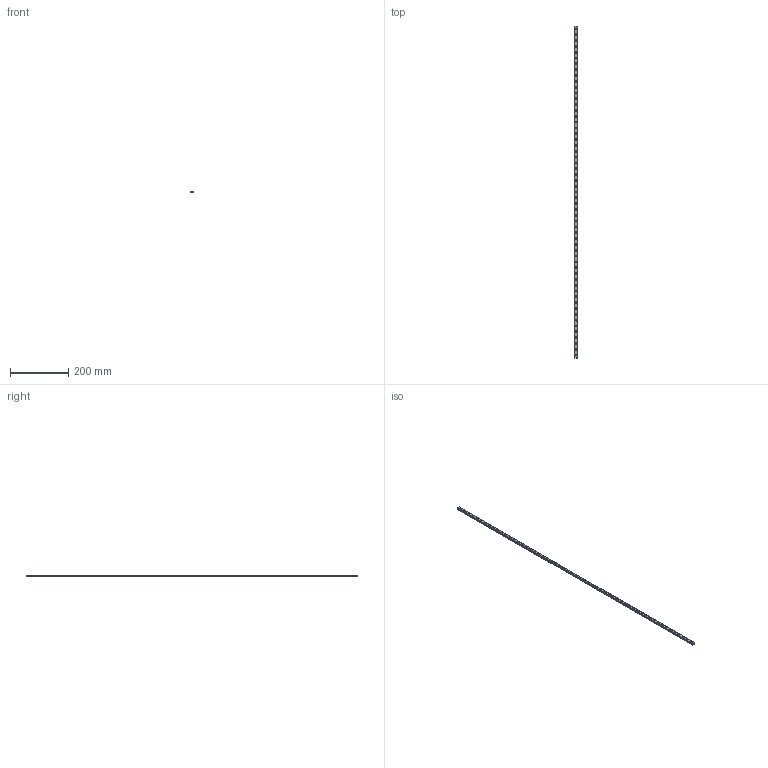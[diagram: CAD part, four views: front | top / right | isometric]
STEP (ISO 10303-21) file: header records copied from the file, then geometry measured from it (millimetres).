
FILE_DESCRIPTION(('STEP AP214'),'1');
FILE_NAME('cctmp_4817EAFB-02AF-4166-8B0F-6A37F7E0F398_2021_02_18_15_08_44_0266..stp','2021-02-18T14:08:44',('HIWIN GmbH'),('CADClick - www.CADClick.com'),'Spatial InterOp 3D',' ','unknown authorization');
FILE_SCHEMA(('AUTOMOTIVE_DESIGN'));
Length unit declared in the file: millimetre
Products named in the file (1): MGNR09R1140CM_FILE
Bounding box: 9 x 1140 x 6.5 mm (x, y, z)
Volume: 56402.1 mm3; surface area: 46123.8 mm2
Topology: 1 solids, 1 shells, 608 faces, 1293 edges, 862 vertices
Faces by surface type: cylinder 358, plane 250
Entity records: 21601 total; most frequent: DIRECTION 3227, CARTESIAN_POINT 2764, ORIENTED_EDGE 2586, AXIS2_PLACEMENT_3D 1325, EDGE_CURVE 1293, VERTEX_POINT 862, EDGE_LOOP 783, CIRCLE 716
